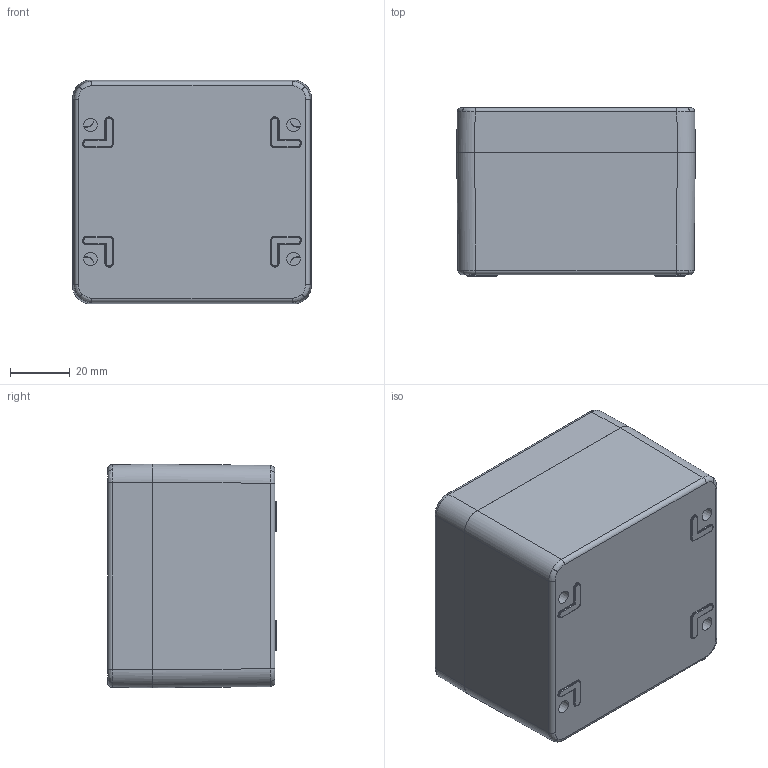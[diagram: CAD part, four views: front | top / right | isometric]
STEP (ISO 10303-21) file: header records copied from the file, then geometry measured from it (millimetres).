
FILE_DESCRIPTION(/* description */ (''),/* implementation_level */ '2;1');
FILE_NAME(/* name */ '17080806000-RST.stp',/* time_stamp */ '2021-09-08T11:47:51+02:00',/* author */ ('sl'),/* organization */ (''),/* preprocessor_version */ 'ST-DEVELOPER v16.5',/* originating_system */ 'Autodesk Inventor 2017',/* authorisation */ '');
FILE_SCHEMA (('AUTOMOTIVE_DESIGN { 1 0 10303 214 3 1 1 }'));
Length unit declared in the file: millimetre
Products named in the file (9): Ex-Polyester-Gehäuse-01-BG-0001-17_080806_010; Deckel-Ex-Polyester-Gehäuse-01-BG-0003-17_080806_0
00; Deckel-Ex-Polyester-Gehäuse-01-BT-0001-17_080806_0
00; Dichtlippe-Ex-Polyester-Gehäuse-01-BT-0002-17_080806_000; UT-Ex-Polyester-Gehäuse-01-BG-0002-17_080806_000; 86221; 23231-Ex Unterteil; 86223; SchraubeM4x24-7
Assembly tree (15 placements, depth 3):
  Ex-Polyester-Gehäuse-01-BG-0001-17_080806_010
    Deckel-Ex-Polyester-Gehäuse-01-BG-0003-17_080806_0
00
      Deckel-Ex-Polyester-Gehäuse-01-BT-0001-17_080806_0
00
      Dichtlippe-Ex-Polyester-Gehäuse-01-BT-0002-17_080806_000
    UT-Ex-Polyester-Gehäuse-01-BG-0002-17_080806_000
      86223  x4
      86221  x2
      23231-Ex Unterteil
    SchraubeM4x24-7  x4
Bounding box: 80 x 56.5 x 75 mm (x, y, z)
Volume: 144227.9 mm3; surface area: 65433.3 mm2
Topology: 13 solids, 13 shells, 800 faces, 1894 edges, 1146 vertices
Faces by surface type: plane 258, cylinder 176, bspline 164, cone 118, torus 80, sphere 4
Full cylindrical faces by diameter (mm): 3 x4, 3.3 x6, 3.5 x8, 3.52 x4, 4 x4, 5 x6, 5.5 x4
Entity records: 24523 total; most frequent: CARTESIAN_POINT 10698, DIRECTION 2932, ORIENTED_EDGE 2756, EDGE_CURVE 1378, AXIS2_PLACEMENT_3D 1234, VERTEX_POINT 864, EDGE_LOOP 764, FACE_OUTER_BOUND 636
